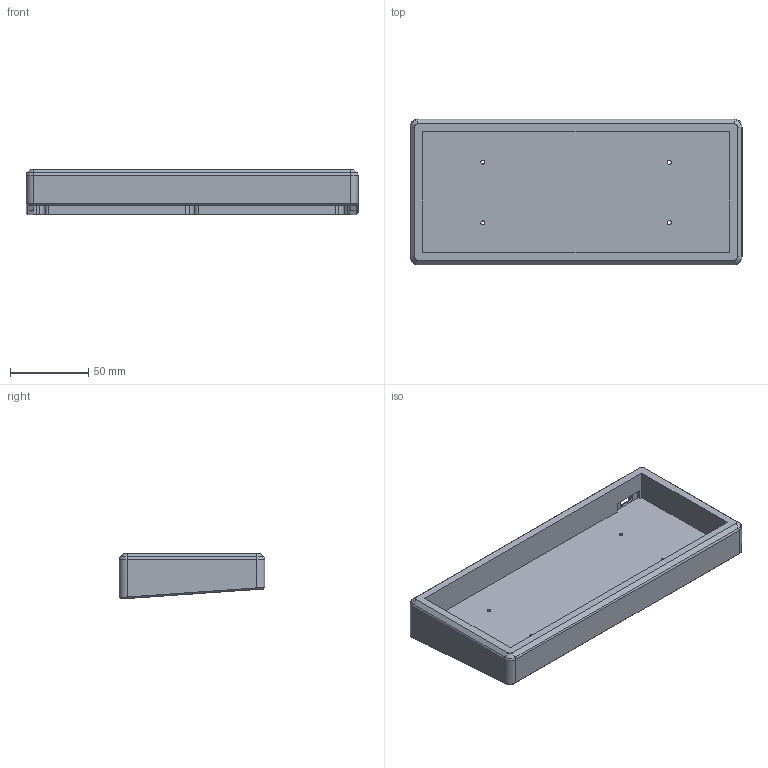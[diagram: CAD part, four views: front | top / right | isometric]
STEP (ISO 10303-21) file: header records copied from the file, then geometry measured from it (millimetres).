
FILE_DESCRIPTION(/* description */ (''),/* implementation_level */ '2;1');
FILE_NAME(/* name */ 'P3D QAZ Case v6.step',/* time_stamp */ '2020-10-08T14:31:02-05:00',/* author */ (''),/* organization */ (''),/* preprocessor_version */ 'ST-DEVELOPER v18.1',/* originating_system */ 'Autodesk Translation Framework v9.3.0.1241',/* authorisation */ '');
FILE_SCHEMA (('AUTOMOTIVE_DESIGN { 1 0 10303 214 3 1 1 }'));
Length unit declared in the file: millimetre
Products named in the file (2): P3D QAZ Case; P3D QAZ
Assembly tree (1 placements, depth 2):
  P3D QAZ Case
    P3D QAZ
Bounding box: 212 x 92.95 x 29.36 mm (x, y, z)
Volume: 156822.9 mm3; surface area: 73692.6 mm2
Topology: 2 solids, 2 shells, 252 faces, 638 edges, 398 vertices
Faces by surface type: cylinder 97, bspline 74, plane 69, torus 6, cone 6
Full cylindrical faces by diameter (mm): 2 x8, 2.5 x12
Entity records: 8838 total; most frequent: CARTESIAN_POINT 3035, ORIENTED_EDGE 1276, DIRECTION 1034, EDGE_CURVE 638, VERTEX_POINT 398, AXIS2_PLACEMENT_3D 359, LINE 316, VECTOR 316
